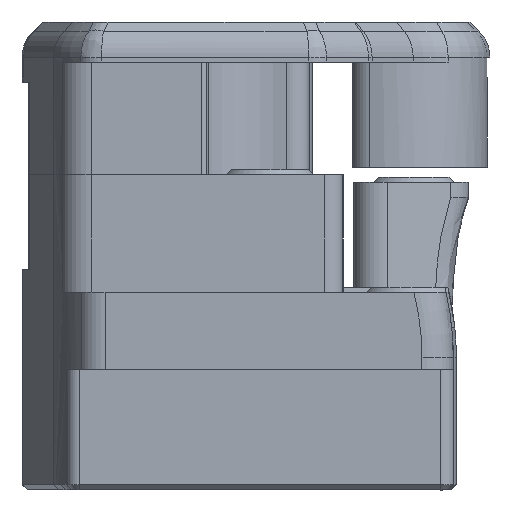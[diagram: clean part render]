
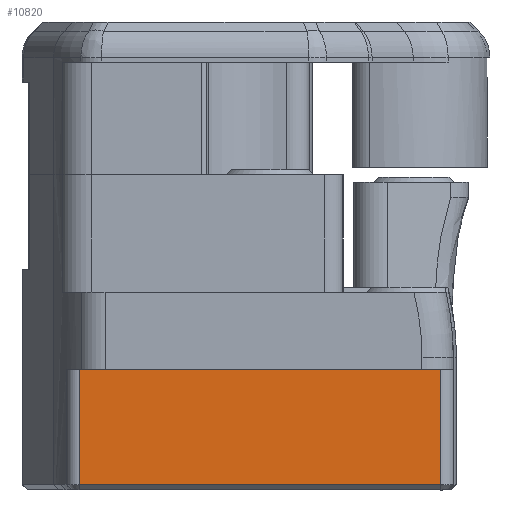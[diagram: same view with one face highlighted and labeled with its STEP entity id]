
A CAD part, left-side view. The second image highlights one B-rep face of the part: STEP entity #10820.
In plain terms, the highlighted face is planar.
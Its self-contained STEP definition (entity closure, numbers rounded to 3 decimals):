
#1080=LINE('',#19334,#2042);
#1196=LINE('',#19948,#2158);
#1197=LINE('',#19951,#2159);
#1198=LINE('',#19952,#2160);
#2042=VECTOR('',#14776,10.);
#2158=VECTOR('',#15114,10.);
#2159=VECTOR('',#15117,10.);
#2160=VECTOR('',#15118,10.);
#3027=FACE_OUTER_BOUND('',#3717,.T.);
#3717=EDGE_LOOP('',(#9630,#9631,#9632,#9633));
#5104=VERTEX_POINT('',#19328);
#5105=VERTEX_POINT('',#19332);
#5198=VERTEX_POINT('',#19946);
#5199=VERTEX_POINT('',#19950);
#6539=EDGE_CURVE('',#5104,#5105,#1080,.T.);
#6707=EDGE_CURVE('',#5105,#5198,#1196,.T.);
#6708=EDGE_CURVE('',#5198,#5199,#1197,.T.);
#6709=EDGE_CURVE('',#5199,#5104,#1198,.T.);
#9630=ORIENTED_EDGE('',*,*,#6708,.T.);
#9631=ORIENTED_EDGE('',*,*,#6709,.T.);
#9632=ORIENTED_EDGE('',*,*,#6539,.T.);
#9633=ORIENTED_EDGE('',*,*,#6707,.T.);
#10214=PLANE('',#11987);
#10820=ADVANCED_FACE('',(#3027),#10214,.F.);
#11987=AXIS2_PLACEMENT_3D('',#19949,#15115,#15116);
#14776=DIRECTION('',(1.,0.,0.));
#15114=DIRECTION('',(0.,0.,1.));
#15115=DIRECTION('center_axis',(0.,1.,0.));
#15116=DIRECTION('ref_axis',(0.,0.,
1.));
#15117=DIRECTION('',(-1.,0.,0.));
#15118=DIRECTION('',(0.,0.,-1.));
#19328=CARTESIAN_POINT('',(-12.669,-20.338,0.4));
#19332=CARTESIAN_POINT('',(16.231,-20.338,0.4));
#19334=CARTESIAN_POINT('',(-1.751,-20.338,0.4));
#19946=CARTESIAN_POINT('',(16.231,-20.338,9.6));
#19948=CARTESIAN_POINT('',(16.231,-20.338,0.));
#19949=CARTESIAN_POINT('Origin',(-6.169,-20.338,0.));
#19950=CARTESIAN_POINT('',(-12.669,-20.338,9.6));
#19951=CARTESIAN_POINT('',(-2.827,-20.338,9.6));
#19952=CARTESIAN_POINT('',(-12.669,-20.338,0.));
